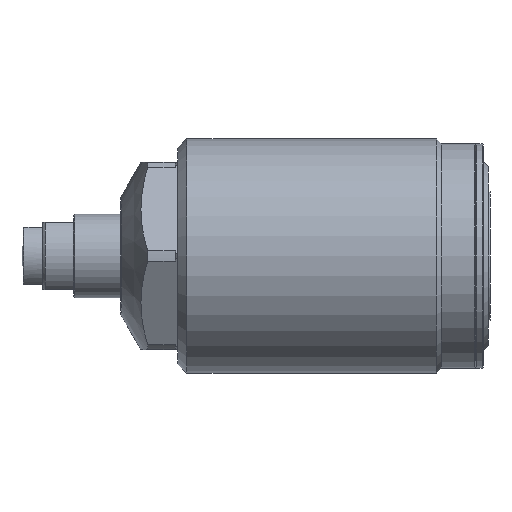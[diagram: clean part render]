
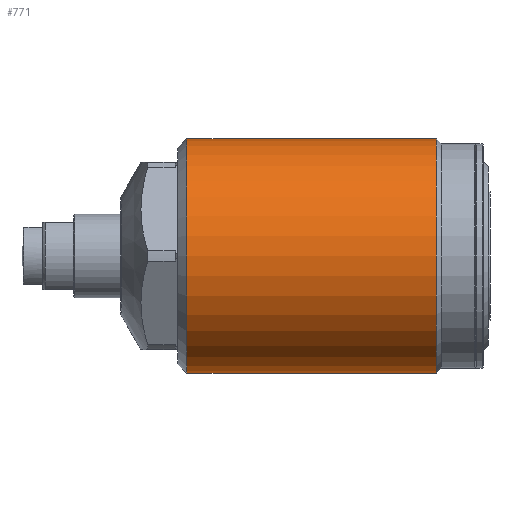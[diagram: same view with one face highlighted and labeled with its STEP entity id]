
A CAD part, left-side view. The second image highlights one B-rep face of the part: STEP entity #771.
In plain terms, the highlighted cylindrical face has radius 22.5 mm (diameter 45 mm), a partial arc.
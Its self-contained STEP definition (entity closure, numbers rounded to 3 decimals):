
#563=CYLINDRICAL_SURFACE('',#2103,22.5);
#602=LINE('',#2905,#676);
#603=LINE('',#2906,#677);
#676=VECTOR('',#2411,1.);
#677=VECTOR('',#2412,1.);
#771=ADVANCED_FACE('',(#882),#563,.T.);
#882=FACE_OUTER_BOUND('',#977,.T.);
#977=EDGE_LOOP('',(#1261,#1262,#1263,#1264));
#1261=ORIENTED_EDGE('',*,*,#1708,.T.);
#1262=ORIENTED_EDGE('',*,*,#1771,.T.);
#1263=ORIENTED_EDGE('',*,*,#1709,.F.);
#1264=ORIENTED_EDGE('',*,*,#1772,.T.);
#1539=VERTEX_POINT('',#2885);
#1540=VERTEX_POINT('',#2887);
#1545=VERTEX_POINT('',#2903);
#1546=VERTEX_POINT('',#2904);
#1708=EDGE_CURVE('',#1540,#1546,#602,.T.);
#1709=EDGE_CURVE('',#1539,#1545,#603,.T.);
#1771=EDGE_CURVE('',#1546,#1545,#1930,.T.);
#1772=EDGE_CURVE('',#1539,#1540,#1931,.T.);
#1930=CIRCLE('',#2100,22.5);
#1931=CIRCLE('',#2102,22.5);
#2100=AXIS2_PLACEMENT_3D('',#3088,#2501,#2502);
#2102=AXIS2_PLACEMENT_3D('',#3090,#2505,#2506);
#2103=AXIS2_PLACEMENT_3D('',#3091,#2507,#2508);
#2411=DIRECTION('',(0.,1.,0.));
#2412=DIRECTION('',(0.,1.,0.));
#2501=DIRECTION('',(0.,-1.,0.));
#2502=DIRECTION('',(0.,0.,1.));
#2505=DIRECTION('',(0.,1.,0.));
#2506=DIRECTION('',(0.,0.,-1.));
#2507=DIRECTION('',(0.,-1.,0.));
#2508=DIRECTION('',(0.,0.,1.));
#2885=CARTESIAN_POINT('',(0.,7.5,-22.5));
#2887=CARTESIAN_POINT('',(0.,7.5,22.5));
#2903=CARTESIAN_POINT('',(0.,55.45,-22.5));
#2904=CARTESIAN_POINT('',(0.,55.45,22.5));
#2905=CARTESIAN_POINT('',(0.,68.2,22.5));
#2906=CARTESIAN_POINT('',(0.,68.2,-22.5));
#3088=CARTESIAN_POINT('',(0.,55.45,0.));
#3090=CARTESIAN_POINT('',(0.,7.5,0.));
#3091=CARTESIAN_POINT('',(0.,68.2,0.));
